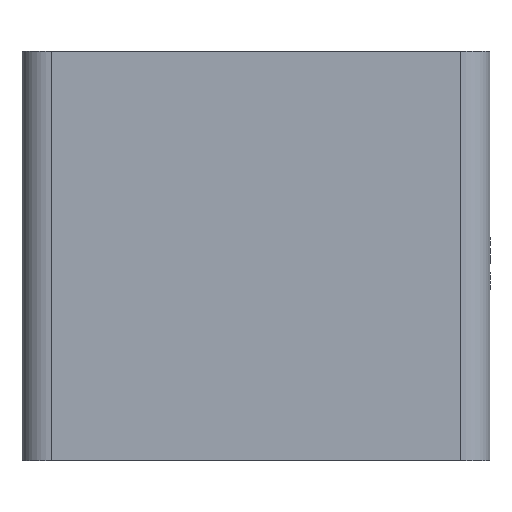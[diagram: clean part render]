
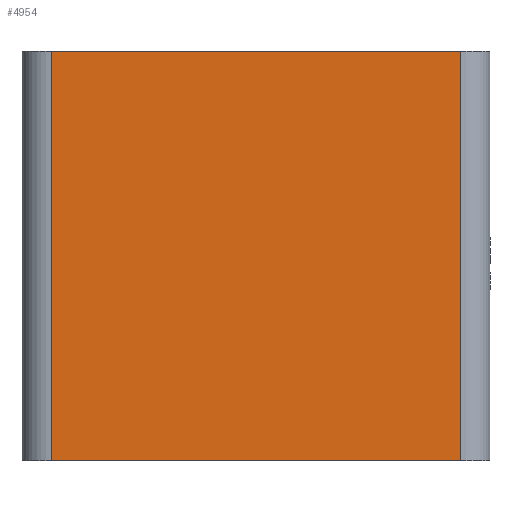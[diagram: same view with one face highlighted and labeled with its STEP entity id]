
A CAD part, left-side view. The second image highlights one B-rep face of the part: STEP entity #4954.
In plain terms, the highlighted planar face has unit normal (-1, 0, 0).
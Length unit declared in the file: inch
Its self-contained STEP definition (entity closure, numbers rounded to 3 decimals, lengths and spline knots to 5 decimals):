
#479=PLANE('',#5238);
#694=FACE_OUTER_BOUND('',#1011,.T.);
#1011=EDGE_LOOP('',(#4226,#4227,#4228,#4229));
#1656=LINE('',#8443,#2051);
#1657=LINE('',#8446,#2052);
#1658=LINE('',#8448,#2053);
#1659=LINE('',#8449,#2054);
#2051=VECTOR('',#6090,1.75);
#2052=VECTOR('',#6093,1.75);
#2053=VECTOR('',#6094,1.75);
#2054=VECTOR('',#6095,1.75);
#2563=VERTEX_POINT('',#8436);
#2566=VERTEX_POINT('',#8441);
#2567=VERTEX_POINT('',#8445);
#2568=VERTEX_POINT('',#8447);
#3160=EDGE_CURVE('',#2566,#2563,#1656,.T.);
#3161=EDGE_CURVE('',#2566,#2567,#1657,.T.);
#3162=EDGE_CURVE('',#2568,#2567,#1658,.T.);
#3163=EDGE_CURVE('',#2563,#2568,#1659,.T.);
#4226=ORIENTED_EDGE('',*,*,#3160,.F.);
#4227=ORIENTED_EDGE('',*,*,#3161,.T.);
#4228=ORIENTED_EDGE('',*,*,#3162,.F.);
#4229=ORIENTED_EDGE('',*,*,#3163,.F.);
#4954=ADVANCED_FACE('',(#694),#479,.T.);
#5238=AXIS2_PLACEMENT_3D('',#8444,#6091,#6092);
#6090=DIRECTION('',(0.,0.,1.));
#6091=DIRECTION('center_axis',(-1.,0.,0.));
#6092=DIRECTION('ref_axis',(0.,-1.,0.));
#6093=DIRECTION('',(0.,-1.,0.));
#6094=DIRECTION('',(0.,0.,-1.));
#6095=DIRECTION('',(0.,-1.,0.));
#8436=CARTESIAN_POINT('',(0.,1.875,1.75));
#8441=CARTESIAN_POINT('',(0.,1.875,0.));
#8443=CARTESIAN_POINT('',(0.,1.875,0.));
#8444=CARTESIAN_POINT('Origin',(0.,2.,0.));
#8445=CARTESIAN_POINT('',(0.,0.125,0.));
#8446=CARTESIAN_POINT('',(0.,2.,0.));
#8447=CARTESIAN_POINT('',(0.,0.125,1.75));
#8448=CARTESIAN_POINT('',(0.,0.125,0.));
#8449=CARTESIAN_POINT('',(0.,2.,1.75));
